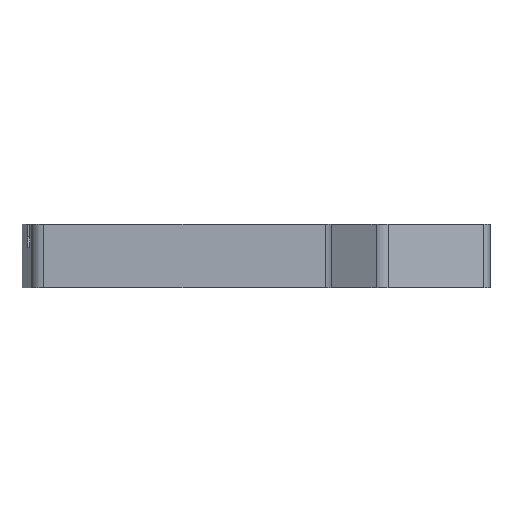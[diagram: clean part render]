
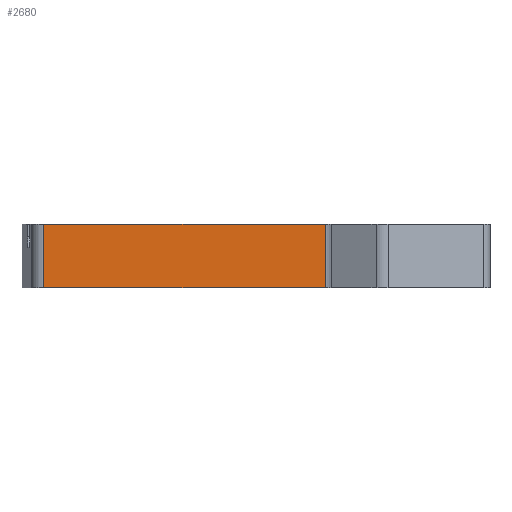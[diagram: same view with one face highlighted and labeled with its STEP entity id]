
A CAD part, left-side view. The second image highlights one B-rep face of the part: STEP entity #2680.
In plain terms, the highlighted planar face has unit normal (-1, 0, 0).
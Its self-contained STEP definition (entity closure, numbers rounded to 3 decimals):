
#55 = PLANE('',#56);
#56 = AXIS2_PLACEMENT_3D('',#57,#58,#59);
#57 = CARTESIAN_POINT('',(152.998,-87.32,-8.));
#58 = DIRECTION('',(-0.,-0.,-1.));
#59 = DIRECTION('',(-1.,0.,0.));
#111 = PLANE('',#112);
#112 = AXIS2_PLACEMENT_3D('',#113,#114,#115);
#113 = CARTESIAN_POINT('',(152.998,-87.32,10.));
#114 = DIRECTION('',(0.,0.,1.));
#115 = DIRECTION('',(0.,1.,0.));
#575 = VERTEX_POINT('',#576);
#576 = CARTESIAN_POINT('',(78.775,-111.117,-8.));
#595 = CYLINDRICAL_SURFACE('',#596,3.5);
#596 = AXIS2_PLACEMENT_3D('',#597,#598,#599);
#597 = CARTESIAN_POINT('',(75.275,-111.117,-8.));
#598 = DIRECTION('',(0.,0.,1.));
#599 = DIRECTION('',(0.88,-0.475,0.));
#607 = EDGE_CURVE('',#608,#575,#610,.T.);
#608 = VERTEX_POINT('',#609);
#609 = CARTESIAN_POINT('',(78.775,-31.6,-8.));
#610 = SURFACE_CURVE('',#611,(#615,#622),.PCURVE_S1.);
#611 = LINE('',#612,#613);
#612 = CARTESIAN_POINT('',(78.775,-100.46,-8.));
#613 = VECTOR('',#614,1.);
#614 = DIRECTION('',(0.,-1.,0.));
#615 = PCURVE('',#55,#616);
#616 = DEFINITIONAL_REPRESENTATION('',(#617),#621);
#617 = LINE('',#618,#619);
#618 = CARTESIAN_POINT('',(74.223,-13.14));
#619 = VECTOR('',#620,1.);
#620 = DIRECTION('',(0.,-1.));
#621 = ( GEOMETRIC_REPRESENTATION_CONTEXT(2) 
PARAMETRIC_REPRESENTATION_CONTEXT() REPRESENTATION_CONTEXT('2D SPACE',''
  ) );
#622 = PCURVE('',#623,#628);
#623 = PLANE('',#624);
#624 = AXIS2_PLACEMENT_3D('',#625,#626,#627);
#625 = CARTESIAN_POINT('',(78.775,-114.021,0.));
#626 = DIRECTION('',(-1.,0.,0.));
#627 = DIRECTION('',(0.,1.,0.));
#628 = DEFINITIONAL_REPRESENTATION('',(#629),#633);
#629 = LINE('',#630,#631);
#630 = CARTESIAN_POINT('',(13.561,8.));
#631 = VECTOR('',#632,1.);
#632 = DIRECTION('',(-1.,0.));
#633 = ( GEOMETRIC_REPRESENTATION_CONTEXT(2) 
PARAMETRIC_REPRESENTATION_CONTEXT() REPRESENTATION_CONTEXT('2D SPACE',''
  ) );
#654 = CYLINDRICAL_SURFACE('',#655,3.5);
#655 = AXIS2_PLACEMENT_3D('',#656,#657,#658);
#656 = CARTESIAN_POINT('',(82.275,-31.6,-8.));
#657 = DIRECTION('',(0.,0.,1.));
#658 = DIRECTION('',(-0.039,0.999,0.));
#2123 = VERTEX_POINT('',#2124);
#2124 = CARTESIAN_POINT('',(78.775,-31.6,10.));
#2146 = EDGE_CURVE('',#2147,#2123,#2149,.T.);
#2147 = VERTEX_POINT('',#2148);
#2148 = CARTESIAN_POINT('',(78.775,-111.117,10.));
#2149 = SURFACE_CURVE('',#2150,(#2154,#2161),.PCURVE_S1.);
#2150 = LINE('',#2151,#2152);
#2151 = CARTESIAN_POINT('',(78.775,-100.46,10.));
#2152 = VECTOR('',#2153,1.);
#2153 = DIRECTION('',(0.,1.,0.));
#2154 = PCURVE('',#111,#2155);
#2155 = DEFINITIONAL_REPRESENTATION('',(#2156),#2160);
#2156 = LINE('',#2157,#2158);
#2157 = CARTESIAN_POINT('',(-13.14,74.223));
#2158 = VECTOR('',#2159,1.);
#2159 = DIRECTION('',(1.,0.));
#2160 = ( GEOMETRIC_REPRESENTATION_CONTEXT(2) 
PARAMETRIC_REPRESENTATION_CONTEXT() REPRESENTATION_CONTEXT('2D SPACE',''
  ) );
#2161 = PCURVE('',#623,#2162);
#2162 = DEFINITIONAL_REPRESENTATION('',(#2163),#2167);
#2163 = LINE('',#2164,#2165);
#2164 = CARTESIAN_POINT('',(13.561,-10.));
#2165 = VECTOR('',#2166,1.);
#2166 = DIRECTION('',(1.,0.));
#2167 = ( GEOMETRIC_REPRESENTATION_CONTEXT(2) 
PARAMETRIC_REPRESENTATION_CONTEXT() REPRESENTATION_CONTEXT('2D SPACE',''
  ) );
#2631 = EDGE_CURVE('',#608,#2123,#2632,.T.);
#2632 = SURFACE_CURVE('',#2633,(#2637,#2644),.PCURVE_S1.);
#2633 = LINE('',#2634,#2635);
#2634 = CARTESIAN_POINT('',(78.775,-31.6,-8.));
#2635 = VECTOR('',#2636,1.);
#2636 = DIRECTION('',(0.,0.,1.));
#2637 = PCURVE('',#654,#2638);
#2638 = DEFINITIONAL_REPRESENTATION('',(#2639),#2643);
#2639 = LINE('',#2640,#2641);
#2640 = CARTESIAN_POINT('',(1.532,0.));
#2641 = VECTOR('',#2642,1.);
#2642 = DIRECTION('',(0.,1.));
#2643 = ( GEOMETRIC_REPRESENTATION_CONTEXT(2) 
PARAMETRIC_REPRESENTATION_CONTEXT() REPRESENTATION_CONTEXT('2D SPACE',''
  ) );
#2644 = PCURVE('',#623,#2645);
#2645 = DEFINITIONAL_REPRESENTATION('',(#2646),#2650);
#2646 = LINE('',#2647,#2648);
#2647 = CARTESIAN_POINT('',(82.421,8.));
#2648 = VECTOR('',#2649,1.);
#2649 = DIRECTION('',(0.,-1.));
#2650 = ( GEOMETRIC_REPRESENTATION_CONTEXT(2) 
PARAMETRIC_REPRESENTATION_CONTEXT() REPRESENTATION_CONTEXT('2D SPACE',''
  ) );
#2680 = ADVANCED_FACE('',(#2681),#623,.T.);
#2681 = FACE_BOUND('',#2682,.T.);
#2682 = EDGE_LOOP('',(#2683,#2684,#2685,#2686));
#2683 = ORIENTED_EDGE('',*,*,#2146,.T.);
#2684 = ORIENTED_EDGE('',*,*,#2631,.F.);
#2685 = ORIENTED_EDGE('',*,*,#607,.T.);
#2686 = ORIENTED_EDGE('',*,*,#2687,.T.);
#2687 = EDGE_CURVE('',#575,#2147,#2688,.T.);
#2688 = SURFACE_CURVE('',#2689,(#2693,#2700),.PCURVE_S1.);
#2689 = LINE('',#2690,#2691);
#2690 = CARTESIAN_POINT('',(78.775,-111.117,-8.));
#2691 = VECTOR('',#2692,1.);
#2692 = DIRECTION('',(0.,0.,1.));
#2693 = PCURVE('',#623,#2694);
#2694 = DEFINITIONAL_REPRESENTATION('',(#2695),#2699);
#2695 = LINE('',#2696,#2697);
#2696 = CARTESIAN_POINT('',(2.904,8.));
#2697 = VECTOR('',#2698,1.);
#2698 = DIRECTION('',(0.,-1.));
#2699 = ( GEOMETRIC_REPRESENTATION_CONTEXT(2) 
PARAMETRIC_REPRESENTATION_CONTEXT() REPRESENTATION_CONTEXT('2D SPACE',''
  ) );
#2700 = PCURVE('',#595,#2701);
#2701 = DEFINITIONAL_REPRESENTATION('',(#2702),#2706);
#2702 = LINE('',#2703,#2704);
#2703 = CARTESIAN_POINT('',(0.495,0.));
#2704 = VECTOR('',#2705,1.);
#2705 = DIRECTION('',(0.,1.));
#2706 = ( GEOMETRIC_REPRESENTATION_CONTEXT(2) 
PARAMETRIC_REPRESENTATION_CONTEXT() REPRESENTATION_CONTEXT('2D SPACE',''
  ) );
